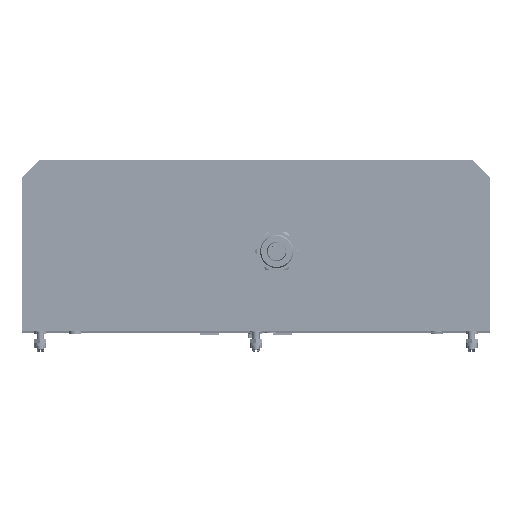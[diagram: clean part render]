
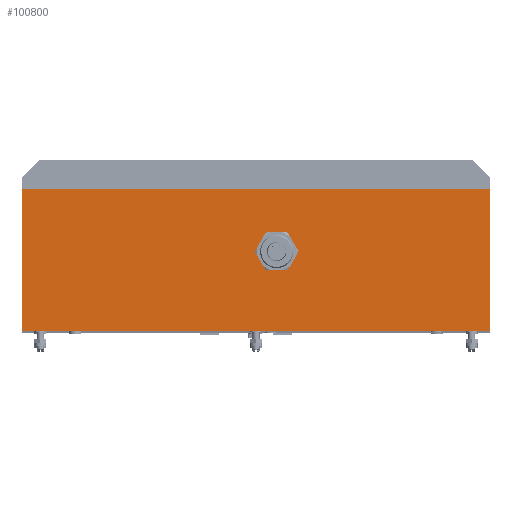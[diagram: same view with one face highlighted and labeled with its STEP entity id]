
A CAD part, top view. The second image highlights one B-rep face of the part: STEP entity #100800.
In plain terms, the highlighted planar face has unit normal (0, 0, 1).
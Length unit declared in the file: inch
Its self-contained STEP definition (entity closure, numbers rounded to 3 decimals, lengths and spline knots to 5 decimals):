
#9234 = ORIENTED_EDGE ( 'NONE', *, *, #62947, .T. ) ;
#10000 = DIRECTION ( 'NONE',  ( 0., 0., 1. ) ) ;
#13620 = DIRECTION ( 'NONE',  ( 1., 0., 0. ) ) ;
#19940 = CARTESIAN_POINT ( 'NONE',  ( 7.77559, 0., 19.29134 ) ) ;
#22283 = VERTEX_POINT ( 'NONE', #19940 ) ;
#28206 = LINE ( 'NONE', #177016, #177164 ) ;
#28778 = VECTOR ( 'NONE', #132528, 39.37008 ) ;
#30169 = ORIENTED_EDGE ( 'NONE', *, *, #187942, .F. ) ;
#36378 = CARTESIAN_POINT ( 'NONE',  ( -7.77559, 0., 19.29134 ) ) ;
#43265 = CARTESIAN_POINT ( 'NONE',  ( 7.77559, 4.72441, 19.29134 ) ) ;
#50849 = EDGE_CURVE ( 'NONE', #66716, #71648, #56153, .T. ) ;
#56153 = LINE ( 'NONE', #97832, #28778 ) ;
#59153 = DIRECTION ( 'NONE',  ( 0., 0., 1. ) ) ;
#62947 = EDGE_CURVE ( 'NONE', #175638, #22283, #73186, .T. ) ;
#63034 = CARTESIAN_POINT ( 'NONE',  ( -7.77559, 4.72441, 19.29134 ) ) ;
#65998 = ORIENTED_EDGE ( 'NONE', *, *, #50849, .T. ) ;
#66716 = VERTEX_POINT ( 'NONE', #146419 ) ;
#71605 = VECTOR ( 'NONE', #168150, 39.37008 ) ;
#71648 = VERTEX_POINT ( 'NONE', #63034 ) ;
#73186 = LINE ( 'NONE', #106890, #139681 ) ;
#73959 = LINE ( 'NONE', #43265, #71605 ) ;
#80781 = ORIENTED_EDGE ( 'NONE', *, *, #180347, .T. ) ;
#87891 = AXIS2_PLACEMENT_3D ( 'NONE', #99244, #10000, #100228 ) ;
#88864 = CARTESIAN_POINT ( 'NONE',  ( 0., 0., 19.29134 ) ) ;
#97832 = CARTESIAN_POINT ( 'NONE',  ( -7.77559, 4.72441, 19.29134 ) ) ;
#99244 = CARTESIAN_POINT ( 'NONE',  ( 0.68898, 2.65748, 19.29134 ) ) ;
#100228 = DIRECTION ( 'NONE',  ( 1., 0., 0. ) ) ;
#100800 = ADVANCED_FACE ( 'NONE', ( #106733, #137503 ), #180176, .T. ) ;
#105678 = EDGE_CURVE ( 'NONE', #71648, #175638, #28206, .T. ) ;
#106733 = FACE_BOUND ( 'NONE', #175412, .T. ) ;
#106890 = CARTESIAN_POINT ( 'NONE',  ( -7.77559, 0., 19.29134 ) ) ;
#119906 = DIRECTION ( 'NONE',  ( 1., 0., 0. ) ) ;
#124890 = EDGE_LOOP ( 'NONE', ( #191233, #9234, #80781, #65998 ) ) ;
#132528 = DIRECTION ( 'NONE',  ( -1., 0., 0. ) ) ;
#137379 = CARTESIAN_POINT ( 'NONE',  ( 1.25, 2.65748, 19.29134 ) ) ;
#137503 = FACE_OUTER_BOUND ( 'NONE', #124890, .T. ) ;
#139681 = VECTOR ( 'NONE', #119906, 39.37008 ) ;
#140312 = VERTEX_POINT ( 'NONE', #137379 ) ;
#146419 = CARTESIAN_POINT ( 'NONE',  ( 7.77559, 4.72441, 19.29134 ) ) ;
#149253 = DIRECTION ( 'NONE',  ( 0., -1., 0. ) ) ;
#164041 = CIRCLE ( 'NONE', #87891, 0.56102 ) ;
#168150 = DIRECTION ( 'NONE',  ( 0., 1., 0. ) ) ;
#175412 = EDGE_LOOP ( 'NONE', ( #30169 ) ) ;
#175638 = VERTEX_POINT ( 'NONE', #36378 ) ;
#177016 = CARTESIAN_POINT ( 'NONE',  ( -7.77559, 4.72441, 19.29134 ) ) ;
#177164 = VECTOR ( 'NONE', #149253, 39.37008 ) ;
#180176 = PLANE ( 'NONE',  #184833 ) ;
#180347 = EDGE_CURVE ( 'NONE', #22283, #66716, #73959, .T. ) ;
#184833 = AXIS2_PLACEMENT_3D ( 'NONE', #88864, #59153, #13620 ) ;
#187942 = EDGE_CURVE ( 'NONE', #140312, #140312, #164041, .T. ) ;
#191233 = ORIENTED_EDGE ( 'NONE', *, *, #105678, .T. ) ;
